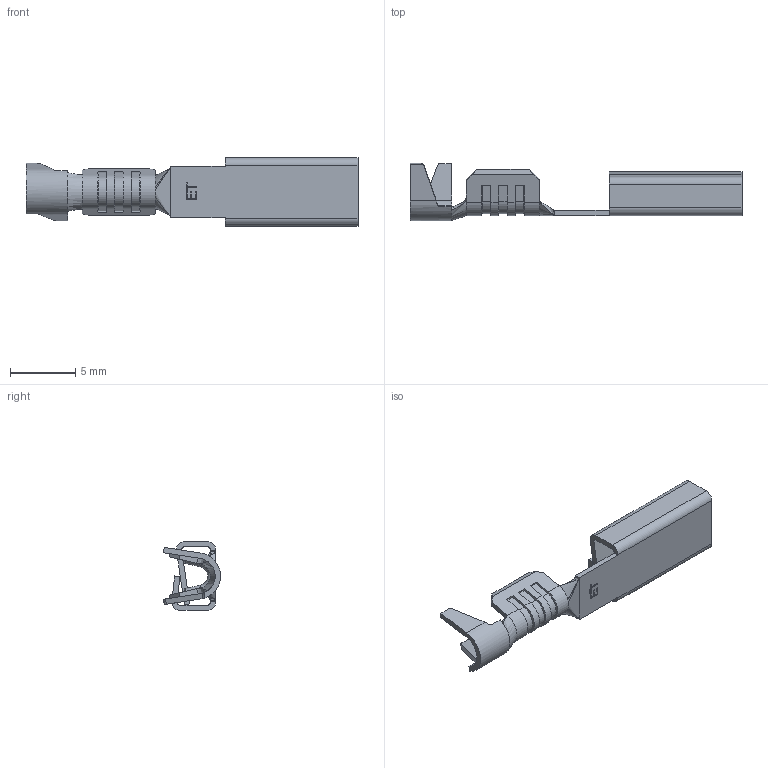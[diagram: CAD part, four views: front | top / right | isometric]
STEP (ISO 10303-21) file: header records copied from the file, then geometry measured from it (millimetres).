
FILE_DESCRIPTION (( 'STEP AP203' ), '1' );
FILE_NAME ('14380.STEP', '2015-02-23T16:53:05', ( '' ), ( '' ), 'SwSTEP 2.0', 'SolidWorks 2014', '' );
FILE_SCHEMA (( 'CONFIG_CONTROL_DESIGN' ));
Length unit declared in the file: inch
Products named in the file (1): 14380
Bounding box: 25.4 x 4.37 x 5.26 mm (x, y, z)
Volume: 104.2 mm3; surface area: 564.1 mm2
Topology: 1 solids, 1 shells, 183 faces, 479 edges, 300 vertices
Faces by surface type: plane 105, cylinder 34, torus 18, bspline 16, cone 10
Entity records: 6155 total; most frequent: CARTESIAN_POINT 1714, ORIENTED_EDGE 958, DIRECTION 844, EDGE_CURVE 479, LINE 312, VECTOR 312, VERTEX_POINT 300, AXIS2_PLACEMENT_3D 266
